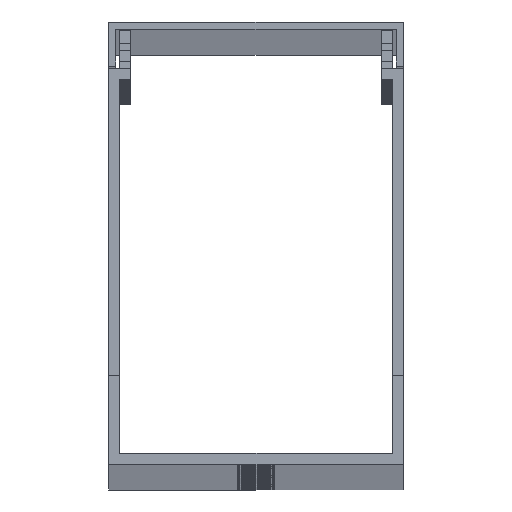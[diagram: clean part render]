
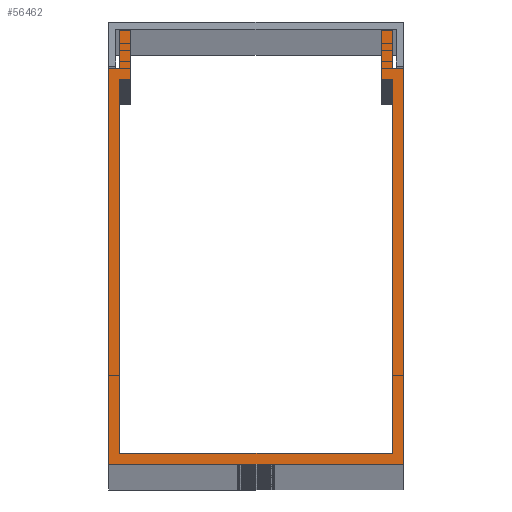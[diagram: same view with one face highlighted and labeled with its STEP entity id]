
A CAD part, top view. The second image highlights one B-rep face of the part: STEP entity #56462.
In plain terms, the highlighted planar face has unit normal (0, 0, 1).
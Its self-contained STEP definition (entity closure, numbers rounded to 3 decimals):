
#152 = CARTESIAN_POINT ( 'NONE',  ( 18.5, 53.75, 1000. ) ) ;
#2911 = CARTESIAN_POINT ( 'NONE',  ( 20., 0., 1000. ) ) ;
#8333 = CARTESIAN_POINT ( 'NONE',  ( 18.5, 52.25, 1000. ) ) ;
#13488 = LINE ( 'NONE', #154943, #187805 ) ;
#19608 = DIRECTION ( 'NONE',  ( 0., -1., 0. ) ) ;
#22806 = VECTOR ( 'NONE', #106512, 1000. ) ;
#25401 = EDGE_CURVE ( 'NONE', #71056, #155118, #205078, .T. ) ;
#25676 = VECTOR ( 'NONE', #76529, 1000. ) ;
#28129 = LINE ( 'NONE', #173652, #22806 ) ;
#28686 = VERTEX_POINT ( 'NONE', #28888 ) ;
#28888 = CARTESIAN_POINT ( 'NONE',  ( -18.5, 52.25, 1000. ) ) ;
#29006 = CARTESIAN_POINT ( 'NONE',  ( -20., 0., 1000. ) ) ;
#29783 = DIRECTION ( 'NONE',  ( 1., 0., 0. ) ) ;
#31970 = CARTESIAN_POINT ( 'NONE',  ( 20., 0., 1000. ) ) ;
#36963 = DIRECTION ( 'NONE',  ( -1., 0., 0. ) ) ;
#38247 = VECTOR ( 'NONE', #48970, 1000. ) ;
#38457 = CARTESIAN_POINT ( 'NONE',  ( -18.5, 53.75, 1000. ) ) ;
#42358 = DIRECTION ( 'NONE',  ( 0., 1., 0. ) ) ;
#44665 = CARTESIAN_POINT ( 'NONE',  ( -20., 53.75, 1000. ) ) ;
#48970 = DIRECTION ( 'NONE',  ( 0., 1., 0. ) ) ;
#50313 = ORIENTED_EDGE ( 'NONE', *, *, #52289, .T. ) ;
#52085 = ORIENTED_EDGE ( 'NONE', *, *, #101647, .T. ) ;
#52249 = VECTOR ( 'NONE', #205906, 1000. ) ;
#52289 = EDGE_CURVE ( 'NONE', #28686, #71056, #80891, .T. ) ;
#53367 = AXIS2_PLACEMENT_3D ( 'NONE', #188938, #87914, #205806 ) ;
#54756 = VERTEX_POINT ( 'NONE', #110654 ) ;
#55093 = CARTESIAN_POINT ( 'NONE',  ( 18.5, 53.75, 1000. ) ) ;
#56462 = ADVANCED_FACE ( 'NONE', ( #161993 ), #171987, .T. ) ;
#58966 = ORIENTED_EDGE ( 'NONE', *, *, #161036, .T. ) ;
#59673 = CARTESIAN_POINT ( 'NONE',  ( 18.5, 1.5, 1000. ) ) ;
#60128 = CARTESIAN_POINT ( 'NONE',  ( 17., 52.25, 1000. ) ) ;
#60584 = CARTESIAN_POINT ( 'NONE',  ( 17., 58.8, 1000. ) ) ;
#62709 = EDGE_CURVE ( 'NONE', #103705, #192809, #13488, .T. ) ;
#62747 = VERTEX_POINT ( 'NONE', #38457 ) ;
#63568 = LINE ( 'NONE', #55093, #147845 ) ;
#63585 = LINE ( 'NONE', #29006, #147865 ) ;
#63737 = CARTESIAN_POINT ( 'NONE',  ( 20., 53.75, 1000. ) ) ;
#70378 = CARTESIAN_POINT ( 'NONE',  ( 17., 52.25, 1000. ) ) ;
#70426 = ORIENTED_EDGE ( 'NONE', *, *, #144529, .T. ) ;
#71056 = VERTEX_POINT ( 'NONE', #80756 ) ;
#74903 = CARTESIAN_POINT ( 'NONE',  ( -18.5, 58.8, 1000. ) ) ;
#75137 = CARTESIAN_POINT ( 'NONE',  ( -18.5, 58.8, 1000. ) ) ;
#76376 = ORIENTED_EDGE ( 'NONE', *, *, #83411, .T. ) ;
#76529 = DIRECTION ( 'NONE',  ( -1., 0., 0. ) ) ;
#78251 = VERTEX_POINT ( 'NONE', #70378 ) ;
#80668 = DIRECTION ( 'NONE',  ( -1., 0., 0. ) ) ;
#80756 = CARTESIAN_POINT ( 'NONE',  ( -17., 52.25, 1000. ) ) ;
#80891 = LINE ( 'NONE', #96825, #165271 ) ;
#83411 = EDGE_CURVE ( 'NONE', #78251, #201419, #125369, .T. ) ;
#85540 = VECTOR ( 'NONE', #42358, 1000. ) ;
#86843 = VECTOR ( 'NONE', #19608, 1000. ) ;
#87542 = CARTESIAN_POINT ( 'NONE',  ( -18.5, 53.75, 1000. ) ) ;
#87914 = DIRECTION ( 'NONE',  ( 0., 0., 1. ) ) ;
#88912 = DIRECTION ( 'NONE',  ( 0., 1., 0. ) ) ;
#95350 = VECTOR ( 'NONE', #80668, 1000. ) ;
#96825 = CARTESIAN_POINT ( 'NONE',  ( -17., 52.25, 1000. ) ) ;
#96936 = CARTESIAN_POINT ( 'NONE',  ( 18.5, 1.5, 1000. ) ) ;
#98376 = EDGE_CURVE ( 'NONE', #201419, #105508, #28129, .T. ) ;
#99333 = CARTESIAN_POINT ( 'NONE',  ( 20., 0., 1000. ) ) ;
#101647 = EDGE_CURVE ( 'NONE', #105508, #146724, #210331, .T. ) ;
#103705 = VERTEX_POINT ( 'NONE', #106579 ) ;
#105508 = VERTEX_POINT ( 'NONE', #96936 ) ;
#105869 = CARTESIAN_POINT ( 'NONE',  ( -17., 58.8, 1000. ) ) ;
#106512 = DIRECTION ( 'NONE',  ( 0., -1., 0. ) ) ;
#106579 = CARTESIAN_POINT ( 'NONE',  ( 18.5, 58.8, 1000. ) ) ;
#107228 = VERTEX_POINT ( 'NONE', #75137 ) ;
#110654 = CARTESIAN_POINT ( 'NONE',  ( -20., 0., 1000. ) ) ;
#114724 = LINE ( 'NONE', #120300, #199174 ) ;
#117611 = ORIENTED_EDGE ( 'NONE', *, *, #163608, .T. ) ;
#119130 = ORIENTED_EDGE ( 'NONE', *, *, #216249, .T. ) ;
#119139 = VECTOR ( 'NONE', #145372, 1000. ) ;
#120300 = CARTESIAN_POINT ( 'NONE',  ( 17., 58.8, 1000. ) ) ;
#120698 = VECTOR ( 'NONE', #164843, 1000. ) ;
#122704 = LINE ( 'NONE', #74903, #167526 ) ;
#124925 = EDGE_CURVE ( 'NONE', #139989, #54756, #63585, .T. ) ;
#125369 = LINE ( 'NONE', #60128, #209727 ) ;
#128460 = CARTESIAN_POINT ( 'NONE',  ( -20., 53.75, 1000. ) ) ;
#130373 = LINE ( 'NONE', #210421, #85540 ) ;
#134657 = CARTESIAN_POINT ( 'NONE',  ( -18.5, 1.5, 1000. ) ) ;
#134680 = CARTESIAN_POINT ( 'NONE',  ( 20., 53.75, 1000. ) ) ;
#135854 = VERTEX_POINT ( 'NONE', #134680 ) ;
#137210 = DIRECTION ( 'NONE',  ( 0., -1., 0. ) ) ;
#139722 = EDGE_LOOP ( 'NONE', ( #70426, #174682, #209060, #178011, #172984, #117611, #207531, #176494, #76376, #181098, #52085, #171096, #50313, #143332, #119130, #58966 ) ) ;
#139989 = VERTEX_POINT ( 'NONE', #44665 ) ;
#140274 = LINE ( 'NONE', #63737, #95350 ) ;
#141944 = DIRECTION ( 'NONE',  ( -1., 0., 0. ) ) ;
#143332 = ORIENTED_EDGE ( 'NONE', *, *, #25401, .T. ) ;
#144529 = EDGE_CURVE ( 'NONE', #62747, #139989, #163999, .T. ) ;
#145372 = DIRECTION ( 'NONE',  ( -1., 0., 0. ) ) ;
#146724 = VERTEX_POINT ( 'NONE', #134657 ) ;
#147116 = LINE ( 'NONE', #2911, #52249 ) ;
#147845 = VECTOR ( 'NONE', #88912, 1000. ) ;
#147865 = VECTOR ( 'NONE', #215489, 1000. ) ;
#151759 = VERTEX_POINT ( 'NONE', #99333 ) ;
#154943 = CARTESIAN_POINT ( 'NONE',  ( 18.5, 58.8, 1000. ) ) ;
#155118 = VERTEX_POINT ( 'NONE', #105869 ) ;
#161036 = EDGE_CURVE ( 'NONE', #107228, #62747, #176583, .T. ) ;
#161993 = FACE_OUTER_BOUND ( 'NONE', #139722, .T. ) ;
#162471 = EDGE_CURVE ( 'NONE', #135854, #216003, #140274, .T. ) ;
#163608 = EDGE_CURVE ( 'NONE', #216003, #103705, #63568, .T. ) ;
#163999 = LINE ( 'NONE', #128460, #119139 ) ;
#164843 = DIRECTION ( 'NONE',  ( 0., 1., 0. ) ) ;
#165271 = VECTOR ( 'NONE', #29783, 1000. ) ;
#167526 = VECTOR ( 'NONE', #141944, 1000. ) ;
#171096 = ORIENTED_EDGE ( 'NONE', *, *, #196679, .T. ) ;
#171987 = PLANE ( 'NONE',  #53367 ) ;
#172843 = LINE ( 'NONE', #31970, #38247 ) ;
#172984 = ORIENTED_EDGE ( 'NONE', *, *, #162471, .T. ) ;
#173652 = CARTESIAN_POINT ( 'NONE',  ( 18.5, 12.245, 1000. ) ) ;
#174682 = ORIENTED_EDGE ( 'NONE', *, *, #124925, .T. ) ;
#174971 = EDGE_CURVE ( 'NONE', #192809, #78251, #114724, .T. ) ;
#176494 = ORIENTED_EDGE ( 'NONE', *, *, #174971, .T. ) ;
#176583 = LINE ( 'NONE', #87542, #86843 ) ;
#178011 = ORIENTED_EDGE ( 'NONE', *, *, #191451, .T. ) ;
#178735 = DIRECTION ( 'NONE',  ( 1., 0., 0. ) ) ;
#179813 = EDGE_CURVE ( 'NONE', #54756, #151759, #147116, .T. ) ;
#181098 = ORIENTED_EDGE ( 'NONE', *, *, #98376, .T. ) ;
#187805 = VECTOR ( 'NONE', #36963, 1000. ) ;
#188938 = CARTESIAN_POINT ( 'NONE',  ( -18.5, 53.75, 1000. ) ) ;
#191451 = EDGE_CURVE ( 'NONE', #151759, #135854, #172843, .T. ) ;
#192809 = VERTEX_POINT ( 'NONE', #60584 ) ;
#196679 = EDGE_CURVE ( 'NONE', #146724, #28686, #130373, .T. ) ;
#199174 = VECTOR ( 'NONE', #137210, 1000. ) ;
#201419 = VERTEX_POINT ( 'NONE', #8333 ) ;
#205078 = LINE ( 'NONE', #215693, #120698 ) ;
#205806 = DIRECTION ( 'NONE',  ( 1., 0., 0. ) ) ;
#205906 = DIRECTION ( 'NONE',  ( 1., 0., 0. ) ) ;
#207531 = ORIENTED_EDGE ( 'NONE', *, *, #62709, .T. ) ;
#209060 = ORIENTED_EDGE ( 'NONE', *, *, #179813, .T. ) ;
#209727 = VECTOR ( 'NONE', #178735, 1000. ) ;
#210331 = LINE ( 'NONE', #59673, #25676 ) ;
#210421 = CARTESIAN_POINT ( 'NONE',  ( -18.5, 1.5, 1000. ) ) ;
#215489 = DIRECTION ( 'NONE',  ( 0., -1., 0. ) ) ;
#215693 = CARTESIAN_POINT ( 'NONE',  ( -17., 58.8, 1000. ) ) ;
#216003 = VERTEX_POINT ( 'NONE', #152 ) ;
#216249 = EDGE_CURVE ( 'NONE', #155118, #107228, #122704, .T. ) ;
